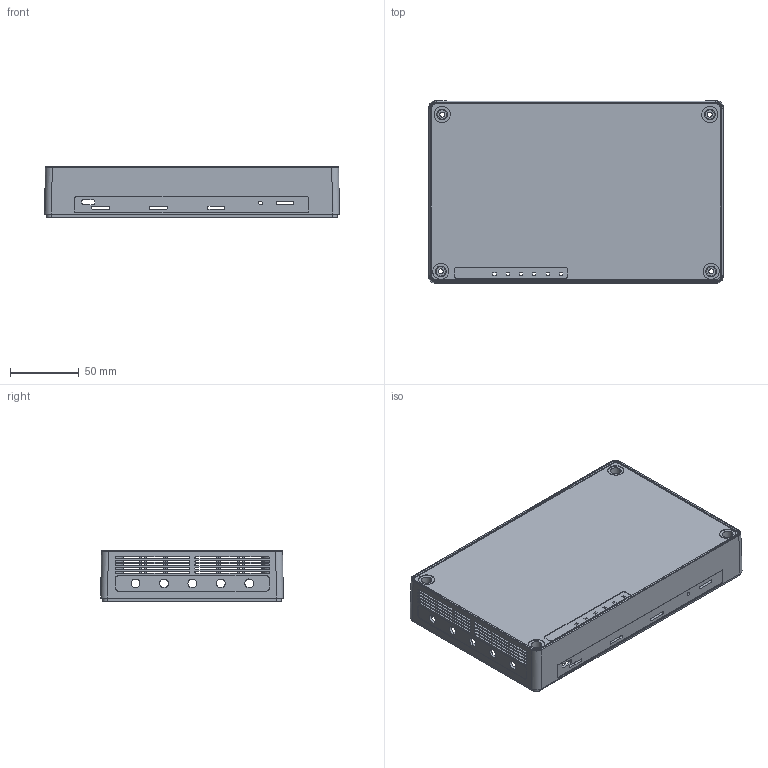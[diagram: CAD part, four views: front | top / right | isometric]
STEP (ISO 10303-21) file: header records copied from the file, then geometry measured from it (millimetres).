
FILE_DESCRIPTION(/* description */ (''),/* implementation_level */ '2;1');
FILE_NAME(/* name */ '上盖',/* time_stamp */ '2022-08-29T17:18:18+08:00',/* author */ (''),/* organization */ (''),/* preprocessor_version */ 'ST-DEVELOPER v16.5',/* originating_system */ '',/* authorisation */ '');
FILE_SCHEMA (('CONFIG_CONTROL_DESIGN'));
Length unit declared in the file: millimetre
Products named in the file (1): Document
Bounding box: 214 x 132.6 x 36.97 mm (x, y, z)
Volume: 120691.4 mm3; surface area: 112620.5 mm2
Topology: 1 solids, 1 shells, 690 faces, 1915 edges, 1181 vertices
Faces by surface type: plane 464, cylinder 174, bspline 52
Entity records: 21934 total; most frequent: CARTESIAN_POINT 9134, ORIENTED_EDGE 3830, EDGE_CURVE 1915, B_SPLINE_CURVE_WITH_KNOTS 1542, VERTEX_POINT 1181, EDGE_LOOP 816, ADVANCED_FACE 690, FACE_OUTER_BOUND 690
